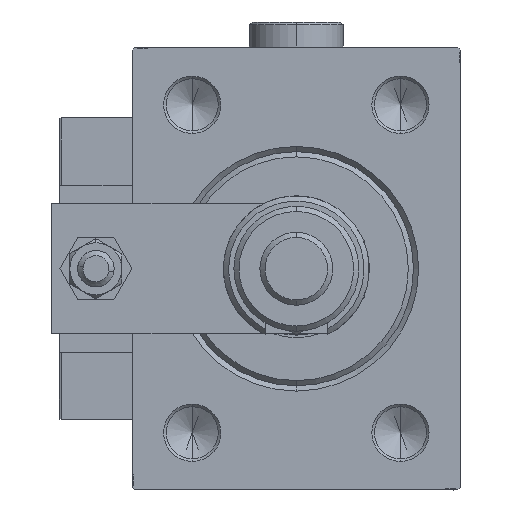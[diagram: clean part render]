
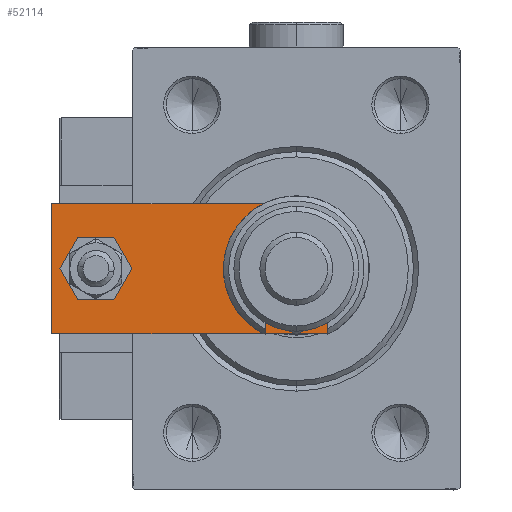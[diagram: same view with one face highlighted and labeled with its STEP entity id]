
A CAD part, left-side view. The second image highlights one B-rep face of the part: STEP entity #52114.
In plain terms, the highlighted face is planar.
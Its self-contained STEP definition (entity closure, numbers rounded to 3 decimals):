
#858 = DIRECTION ( 'NONE',  ( 0., 0., 1. ) ) ;
#1420 = LINE ( 'NONE', #10668, #22920 ) ;
#2586 = CARTESIAN_POINT ( 'NONE',  ( -2.75, -2.75, 6. ) ) ;
#3735 = VERTEX_POINT ( 'NONE', #6380 ) ;
#3839 = DIRECTION ( 'NONE',  ( 0., 0., 1. ) ) ;
#3951 = ORIENTED_EDGE ( 'NONE', *, *, #29974, .F. ) ;
#3966 = CARTESIAN_POINT ( 'NONE',  ( 12.5, 0., 6. ) ) ;
#4190 = CARTESIAN_POINT ( 'NONE',  ( -8.25, 13., 6. ) ) ;
#4949 = CARTESIAN_POINT ( 'NONE',  ( 0., 13., 6. ) ) ;
#5304 = EDGE_CURVE ( 'NONE', #30226, #12134, #45126, .T. ) ;
#5453 = VECTOR ( 'NONE', #30537, 1000. ) ;
#5475 = CARTESIAN_POINT ( 'NONE',  ( -5.5, 0., 6. ) ) ;
#6380 = CARTESIAN_POINT ( 'NONE',  ( 4., 51.5, 6. ) ) ;
#8183 = LINE ( 'NONE', #25246, #5453 ) ;
#8762 = CARTESIAN_POINT ( 'NONE',  ( -12.5, 60., 6. ) ) ;
#9685 = VERTEX_POINT ( 'NONE', #32587 ) ;
#10586 = VERTEX_POINT ( 'NONE', #26196 ) ;
#10668 = CARTESIAN_POINT ( 'NONE',  ( -12.5, 0., 6. ) ) ;
#11174 = PLANE ( 'NONE',  #22147 ) ;
#12046 = CIRCLE ( 'NONE', #44201, 8.25 ) ;
#12134 = VERTEX_POINT ( 'NONE', #5475 ) ;
#12807 = DIRECTION ( 'NONE',  ( 0., 0., 1. ) ) ;
#13082 = VECTOR ( 'NONE', #17435, 1000. ) ;
#13918 = VERTEX_POINT ( 'NONE', #39208 ) ;
#14089 = DIRECTION ( 'NONE',  ( 0.707, -0.707, 0. ) ) ;
#14406 = AXIS2_PLACEMENT_3D ( 'NONE', #30129, #3839, #25382 ) ;
#15397 = FACE_BOUND ( 'NONE', #24126, .T. ) ;
#15438 = DIRECTION ( 'NONE',  ( 1., 0., 0. ) ) ;
#15874 = VERTEX_POINT ( 'NONE', #40956 ) ;
#16356 = VERTEX_POINT ( 'NONE', #4190 ) ;
#17435 = DIRECTION ( 'NONE',  ( 0., -1., 0. ) ) ;
#17577 = EDGE_CURVE ( 'NONE', #3735, #10586, #38530, .T. ) ;
#17666 = CARTESIAN_POINT ( 'NONE',  ( 0., 13., 6. ) ) ;
#20566 = VECTOR ( 'NONE', #34890, 1000. ) ;
#21746 = LINE ( 'NONE', #25656, #20566 ) ;
#22119 = EDGE_CURVE ( 'NONE', #16356, #31208, #12046, .T. ) ;
#22147 = AXIS2_PLACEMENT_3D ( 'NONE', #29344, #37469, #41130 ) ;
#22642 = ORIENTED_EDGE ( 'NONE', *, *, #39026, .T. ) ;
#22920 = VECTOR ( 'NONE', #15438, 1000. ) ;
#23367 = CARTESIAN_POINT ( 'NONE',  ( 8.25, 13., 6. ) ) ;
#24126 = EDGE_LOOP ( 'NONE', ( #35535, #3951 ) ) ;
#24969 = DIRECTION ( 'NONE',  ( 0., 1., 0. ) ) ;
#25138 = DIRECTION ( 'NONE',  ( 0., 0., 1. ) ) ;
#25246 = CARTESIAN_POINT ( 'NONE',  ( 2.75, -2.75, 6. ) ) ;
#25382 = DIRECTION ( 'NONE',  ( 1., 0., 0. ) ) ;
#25395 = DIRECTION ( 'NONE',  ( 1., 0., 0. ) ) ;
#25656 = CARTESIAN_POINT ( 'NONE',  ( 12.5, 60., 6. ) ) ;
#26196 = CARTESIAN_POINT ( 'NONE',  ( -4., 51.5, 6. ) ) ;
#28412 = VECTOR ( 'NONE', #24969, 1000. ) ;
#28497 = CIRCLE ( 'NONE', #36538, 4. ) ;
#29300 = EDGE_CURVE ( 'NONE', #31502, #30226, #42908, .T. ) ;
#29344 = CARTESIAN_POINT ( 'NONE',  ( 0., 0., 6. ) ) ;
#29558 = EDGE_CURVE ( 'NONE', #12134, #13918, #1420, .T. ) ;
#29974 = EDGE_CURVE ( 'NONE', #31208, #16356, #55191, .T. ) ;
#30129 = CARTESIAN_POINT ( 'NONE',  ( 0., 51.5, 6. ) ) ;
#30226 = VERTEX_POINT ( 'NONE', #46036 ) ;
#30537 = DIRECTION ( 'NONE',  ( 0.707, 0.707, 0. ) ) ;
#31208 = VERTEX_POINT ( 'NONE', #23367 ) ;
#31502 = VERTEX_POINT ( 'NONE', #51303 ) ;
#32587 = CARTESIAN_POINT ( 'NONE',  ( 12.5, 7., 6. ) ) ;
#33553 = FACE_OUTER_BOUND ( 'NONE', #35654, .T. ) ;
#34258 = ORIENTED_EDGE ( 'NONE', *, *, #17577, .F. ) ;
#34303 = EDGE_CURVE ( 'NONE', #10586, #3735, #28497, .T. ) ;
#34570 = AXIS2_PLACEMENT_3D ( 'NONE', #4949, #12807, #25395 ) ;
#34890 = DIRECTION ( 'NONE',  ( -1., 0., 0. ) ) ;
#35535 = ORIENTED_EDGE ( 'NONE', *, *, #22119, .F. ) ;
#35654 = EDGE_LOOP ( 'NONE', ( #54581, #38938, #51050, #22642, #42484, #52086 ) ) ;
#36538 = AXIS2_PLACEMENT_3D ( 'NONE', #50600, #25138, #51165 ) ;
#37252 = EDGE_CURVE ( 'NONE', #15874, #31502, #21746, .T. ) ;
#37469 = DIRECTION ( 'NONE',  ( 0., 0., 1. ) ) ;
#38530 = CIRCLE ( 'NONE', #14406, 4. ) ;
#38938 = ORIENTED_EDGE ( 'NONE', *, *, #5304, .T. ) ;
#39026 = EDGE_CURVE ( 'NONE', #13918, #9685, #8183, .T. ) ;
#39208 = CARTESIAN_POINT ( 'NONE',  ( 5.5, 0., 6. ) ) ;
#39976 = VECTOR ( 'NONE', #14089, 1000. ) ;
#40956 = CARTESIAN_POINT ( 'NONE',  ( 12.5, 60., 6. ) ) ;
#41130 = DIRECTION ( 'NONE',  ( 1., 0., 0. ) ) ;
#42484 = ORIENTED_EDGE ( 'NONE', *, *, #52008, .T. ) ;
#42908 = LINE ( 'NONE', #8762, #13082 ) ;
#44201 = AXIS2_PLACEMENT_3D ( 'NONE', #17666, #858, #51824 ) ;
#45126 = LINE ( 'NONE', #2586, #39976 ) ;
#46036 = CARTESIAN_POINT ( 'NONE',  ( -12.5, 7., 6. ) ) ;
#46224 = LINE ( 'NONE', #3966, #28412 ) ;
#48641 = EDGE_LOOP ( 'NONE', ( #49222, #34258 ) ) ;
#49222 = ORIENTED_EDGE ( 'NONE', *, *, #34303, .F. ) ;
#50074 = FACE_BOUND ( 'NONE', #48641, .T. ) ;
#50600 = CARTESIAN_POINT ( 'NONE',  ( 0., 51.5, 6. ) ) ;
#51050 = ORIENTED_EDGE ( 'NONE', *, *, #29558, .T. ) ;
#51165 = DIRECTION ( 'NONE',  ( 1., 0., 0. ) ) ;
#51303 = CARTESIAN_POINT ( 'NONE',  ( -12.5, 60., 6. ) ) ;
#51824 = DIRECTION ( 'NONE',  ( 1., 0., 0. ) ) ;
#52008 = EDGE_CURVE ( 'NONE', #9685, #15874, #46224, .T. ) ;
#52086 = ORIENTED_EDGE ( 'NONE', *, *, #37252, .T. ) ;
#52114 = ADVANCED_FACE ( 'NONE', ( #50074, #33553, #15397 ), #11174, .T. ) ;
#54581 = ORIENTED_EDGE ( 'NONE', *, *, #29300, .T. ) ;
#55191 = CIRCLE ( 'NONE', #34570, 8.25 ) ;
